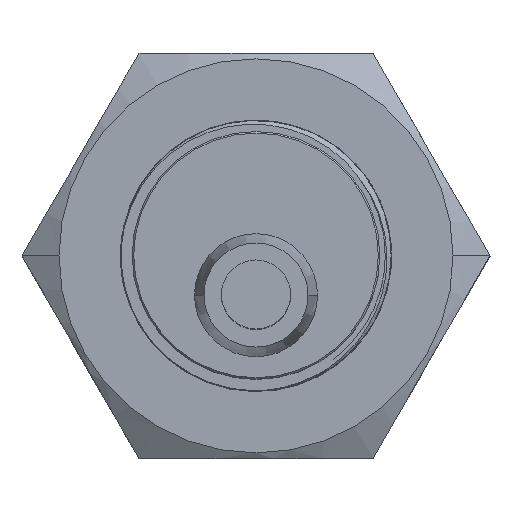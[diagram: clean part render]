
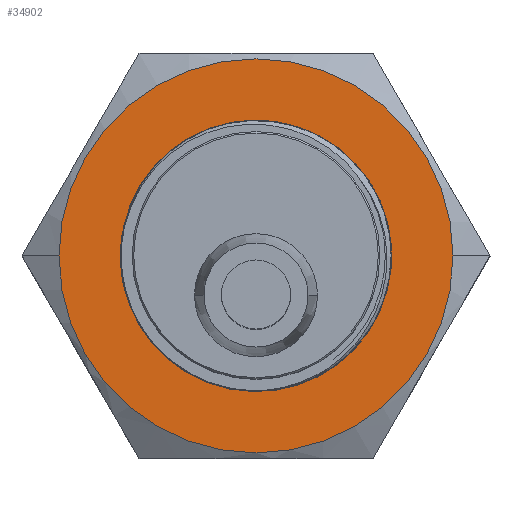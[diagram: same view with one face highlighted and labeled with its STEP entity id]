
A CAD part, top view. The second image highlights one B-rep face of the part: STEP entity #34902.
In plain terms, the highlighted planar face has unit normal (0, 0, 1).
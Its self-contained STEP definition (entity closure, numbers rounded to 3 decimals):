
#28316=CARTESIAN_POINT('',(0.,0.,30.012));
#28317=DIRECTION('',(0.,0.,1.));
#28318=DIRECTION('',(1.,0.,0.));
#28319=AXIS2_PLACEMENT_3D('',#28316,#28317,#28318);
#28321=CARTESIAN_POINT('',(0.,0.,30.012));
#28322=DIRECTION('',(0.,0.,1.));
#28323=DIRECTION('',(-1.,0.,0.));
#28324=AXIS2_PLACEMENT_3D('',#28321,#28322,#28323);
#28326=CARTESIAN_POINT('',(0.,0.,30.012));
#28327=DIRECTION('',(0.,0.,-1.));
#28328=DIRECTION('',(1.,0.,0.));
#28329=AXIS2_PLACEMENT_3D('',#28326,#28327,#28328);
#28331=CARTESIAN_POINT('',(0.,0.,30.012));
#28332=DIRECTION('',(0.,0.,-1.));
#28333=DIRECTION('',(-1.,0.,0.));
#28334=AXIS2_PLACEMENT_3D('',#28331,#28332,#28333);
#28538=CARTESIAN_POINT('',(-8.702,-2.454,
30.012));
#28770=CARTESIAN_POINT('',(-1.736,-8.873,
30.012));
#28771=CARTESIAN_POINT('',(-1.284,-8.961,
30.012));
#28772=CARTESIAN_POINT('',(-0.377,-9.068,
30.012));
#28773=CARTESIAN_POINT('',(1.007,-9.021,
30.012));
#28774=CARTESIAN_POINT('',(2.367,-8.762,
30.012));
#28775=CARTESIAN_POINT('',(3.659,-8.306,
30.012));
#28776=CARTESIAN_POINT('',(4.89,-7.647,
30.012));
#28777=CARTESIAN_POINT('',(5.999,-6.811,
30.012));
#28778=CARTESIAN_POINT('',(6.967,-5.819,
30.012));
#28779=CARTESIAN_POINT('',(7.773,-4.685,
30.012));
#28780=CARTESIAN_POINT('',(8.387,-3.466,
30.012));
#28781=CARTESIAN_POINT('',(8.815,-2.161,
30.012));
#28782=CARTESIAN_POINT('',(9.041,-0.8,
30.012));
#28783=CARTESIAN_POINT('',(9.058,0.583,
30.012));
#28784=CARTESIAN_POINT('',(8.864,1.95,30.012));
#28785=CARTESIAN_POINT('',(8.467,3.27,30.012));
#28786=CARTESIAN_POINT('',(7.873,4.516,30.012));
#28787=CARTESIAN_POINT('',(7.096,5.659,30.012));
#28788=CARTESIAN_POINT('',(6.156,6.669,30.012));
#28789=CARTESIAN_POINT('',(5.074,7.526,30.012));
#28790=CARTESIAN_POINT('',(3.874,8.208,30.012));
#28791=CARTESIAN_POINT('',(2.584,8.7,30.012));
#28792=CARTESIAN_POINT('',(1.236,8.992,30.012));
#28793=CARTESIAN_POINT('',(-0.141,9.075,
30.012));
#28794=CARTESIAN_POINT('',(-1.516,8.949,
30.012));
#28795=CARTESIAN_POINT('',(-2.856,8.615,
30.012));
#28796=CARTESIAN_POINT('',(-4.131,8.081,
30.012));
#28797=CARTESIAN_POINT('',(-5.304,7.365,
30.012));
#28798=CARTESIAN_POINT('',(-6.371,6.465,
30.012));
#28799=CARTESIAN_POINT('',(-7.281,5.419,
30.012));
#28800=CARTESIAN_POINT('',(-8.021,4.248,
30.012));
#28801=CARTESIAN_POINT('',(-8.576,2.972,
30.012));
#28802=CARTESIAN_POINT('',(-8.924,1.654,
30.012));
#28803=CARTESIAN_POINT('',(-9.072,0.281,
30.012));
#28804=CARTESIAN_POINT('',(-9.009,-1.104,
30.012));
#28805=CARTESIAN_POINT('',(-8.828,-2.006,
30.012));
#28806=CARTESIAN_POINT('',(-8.702,-2.454,
30.012));
#29037=CARTESIAN_POINT('',(-8.702,-2.454,
30.012));
#29038=CARTESIAN_POINT('',(-8.815,-2.024,
30.012));
#29039=CARTESIAN_POINT('',(-8.976,-1.158,
30.012));
#29040=CARTESIAN_POINT('',(-9.024,0.192,
30.012));
#29041=CARTESIAN_POINT('',(-8.873,1.511,
30.012));
#29042=CARTESIAN_POINT('',(-8.526,2.81,
30.012));
#29043=CARTESIAN_POINT('',(-7.994,4.035,
30.012));
#29044=CARTESIAN_POINT('',(-7.281,5.175,
30.012));
#29045=CARTESIAN_POINT('',(-6.416,6.181,
30.012));
#29046=CARTESIAN_POINT('',(-5.418,7.041,
30.012));
#29047=CARTESIAN_POINT('',(-4.301,7.745,
30.012));
#29048=CARTESIAN_POINT('',(-3.113,8.268,
30.012));
#29049=CARTESIAN_POINT('',(-1.837,8.617,
30.012));
#29050=CARTESIAN_POINT('',(-0.552,8.771,
30.012));
#29051=CARTESIAN_POINT('',(0.769,8.733,
30.012));
#29052=CARTESIAN_POINT('',(2.041,8.501,30.012));
#29053=CARTESIAN_POINT('',(3.267,8.084,30.012));
#29054=CARTESIAN_POINT('',(4.417,7.488,30.012));
#29055=CARTESIAN_POINT('',(5.463,6.731,30.012));
#29056=CARTESIAN_POINT('',(6.079,6.128,30.012));
#29057=CARTESIAN_POINT('',(6.366,5.801,30.012));
#29282=CARTESIAN_POINT('',(6.366,5.801,30.012));
#29283=CARTESIAN_POINT('',(6.657,5.494,30.012));
#29284=CARTESIAN_POINT('',(7.191,4.843,30.012));
#29285=CARTESIAN_POINT('',(7.852,3.729,30.012));
#29286=CARTESIAN_POINT('',(8.339,2.543,30.012));
#29287=CARTESIAN_POINT('',(8.649,1.285,30.012));
#29288=CARTESIAN_POINT('',(8.77,0.002,
30.012));
#29289=CARTESIAN_POINT('',(8.703,-1.285,
30.012));
#29290=CARTESIAN_POINT('',(8.442,-2.565,
30.012));
#29291=CARTESIAN_POINT('',(7.997,-3.785,
30.012));
#29292=CARTESIAN_POINT('',(7.382,-4.919,
30.012));
#29293=CARTESIAN_POINT('',(6.596,-5.969,
30.012));
#29294=CARTESIAN_POINT('',(5.662,-6.895,
30.012));
#29295=CARTESIAN_POINT('',(4.614,-7.668,
30.012));
#29296=CARTESIAN_POINT('',(3.452,-8.284,
30.012));
#29297=CARTESIAN_POINT('',(2.216,-8.723,
30.012));
#29298=CARTESIAN_POINT('',(0.918,-8.979,
30.012));
#29299=CARTESIAN_POINT('',(-0.406,-9.04,
30.012));
#29300=CARTESIAN_POINT('',(-1.292,-8.951,
30.012));
#29301=CARTESIAN_POINT('',(-1.736,-8.873,
30.012));
#32927=CARTESIAN_POINT('',(13.125,0.,30.012));
#32928=CARTESIAN_POINT('',(-13.125,0.,30.012));
#32929=VERTEX_POINT('',#32927);
#32930=VERTEX_POINT('',#32928);
#32943=CARTESIAN_POINT('',(-8.027,0.,30.012));
#32944=CARTESIAN_POINT('',(8.027,0.,30.012));
#32945=VERTEX_POINT('',#32943);
#32946=VERTEX_POINT('',#32944);
#33243=VERTEX_POINT('',#29282);
#33244=VERTEX_POINT('',#29301);
#33686=VERTEX_POINT('',#28538);
#34878=CARTESIAN_POINT('',(7.794,-13.5,30.012));
#34879=DIRECTION('',(0.,0.,1.));
#34880=DIRECTION('',(1.,0.,0.));
#34881=AXIS2_PLACEMENT_3D('',#34878,#34879,#34880);
#34882=PLANE('',#34881);
#34883=ORIENTED_EDGE('',*,*,#34864,.F.);
#34885=ORIENTED_EDGE('',*,*,#34884,.F.);
#34886=EDGE_LOOP('',(#34883,#34885));
#34887=FACE_OUTER_BOUND('',#34886,.F.);
#34889=ORIENTED_EDGE('',*,*,#34888,.F.);
#34891=ORIENTED_EDGE('',*,*,#34890,.F.);
#34892=EDGE_LOOP('',(#34889,#34891));
#34893=FACE_BOUND('',#34892,.F.);
#34895=ORIENTED_EDGE('',*,*,#34894,.T.);
#34897=ORIENTED_EDGE('',*,*,#34896,.T.);
#34899=ORIENTED_EDGE('',*,*,#34898,.T.);
#34900=EDGE_LOOP('',(#34895,#34897,#34899));
#34901=FACE_BOUND('',#34900,.F.);
#28320=CIRCLE('',#28319,13.125);
#28325=CIRCLE('',#28324,13.125);
#28330=CIRCLE('',#28329,8.027);
#28335=CIRCLE('',#28334,8.027);
#28807=B_SPLINE_CURVE_WITH_KNOTS('',3,(#28770,#28771,#28772,#28773,#28774,
#28775,#28776,#28777,#28778,#28779,#28780,#28781,#28782,#28783,#28784,#28785,
#28786,#28787,#28788,#28789,#28790,#28791,#28792,#28793,#28794,#28795,#28796,
#28797,#28798,#28799,#28800,#28801,#28802,#28803,#28804,#28805,#28806),
.UNSPECIFIED.,.F.,.F.,(4,1,1,1,1,1,1,1,1,1,1,1,1,1,1,1,1,1,1,1,1,1,1,1,1,1,1,1,
1,1,1,1,1,1,4),(0.,0.029,0.059,0.088,
0.118,0.147,0.176,0.206,
0.235,0.265,0.294,0.324,
0.353,0.382,0.412,0.441,
0.471,0.5,0.529,0.559,0.588,
0.618,0.647,0.676,0.706,
0.735,0.765,0.794,0.824,
0.853,0.882,0.912,0.941,
0.971,1.),.UNSPECIFIED.);
#29058=B_SPLINE_CURVE_WITH_KNOTS('',3,(#29037,#29038,#29039,#29040,#29041,
#29042,#29043,#29044,#29045,#29046,#29047,#29048,#29049,#29050,#29051,#29052,
#29053,#29054,#29055,#29056,#29057),.UNSPECIFIED.,.F.,.F.,(4,1,1,1,1,1,1,1,1,1,
1,1,1,1,1,1,1,1,4),(0.,0.056,0.111,0.167,
0.222,0.278,0.333,0.389,
0.444,0.5,0.556,0.611,0.667,
0.722,0.778,0.833,0.889,
0.944,1.),.UNSPECIFIED.);
#29302=B_SPLINE_CURVE_WITH_KNOTS('',3,(#29282,#29283,#29284,#29285,#29286,
#29287,#29288,#29289,#29290,#29291,#29292,#29293,#29294,#29295,#29296,#29297,
#29298,#29299,#29300,#29301),.UNSPECIFIED.,.F.,.F.,(4,1,1,1,1,1,1,1,1,1,1,1,1,1,
1,1,1,4),(0.,0.059,0.118,0.176,
0.235,0.294,0.353,0.412,
0.471,0.529,0.588,0.647,
0.706,0.765,0.824,0.882,
0.941,1.),.UNSPECIFIED.);
#34864=EDGE_CURVE('',#32929,#32930,#28320,.T.);
#34884=EDGE_CURVE('',#32930,#32929,#28325,.T.);
#34888=EDGE_CURVE('',#32946,#32945,#28330,.T.);
#34890=EDGE_CURVE('',#32945,#32946,#28335,.T.);
#34894=EDGE_CURVE('',#33686,#33243,#29058,.T.);
#34896=EDGE_CURVE('',#33243,#33244,#29302,.T.);
#34898=EDGE_CURVE('',#33244,#33686,#28807,.T.);
#34902=ADVANCED_FACE('',(#34887,#34893,#34901),#34882,.T.);
